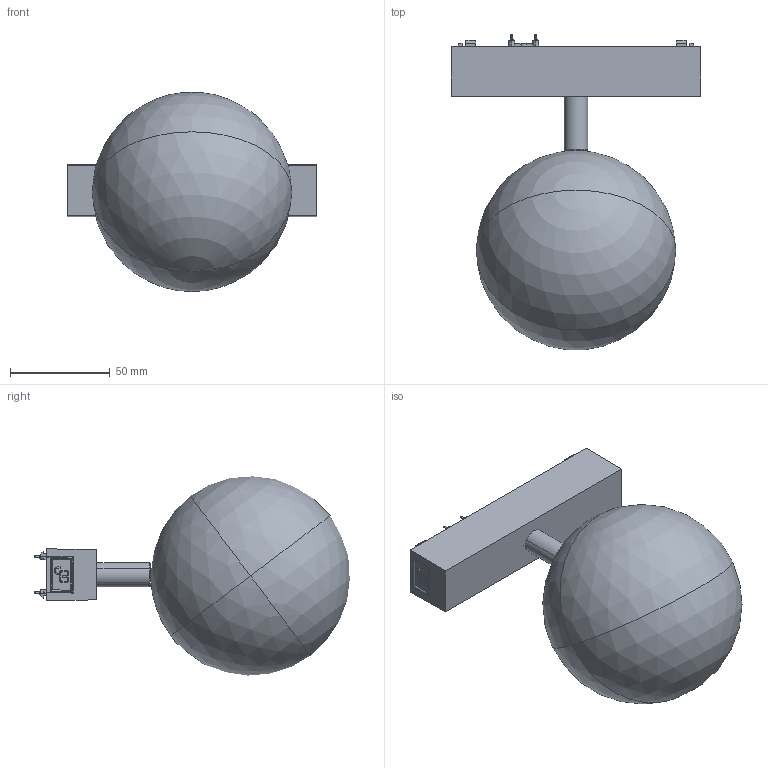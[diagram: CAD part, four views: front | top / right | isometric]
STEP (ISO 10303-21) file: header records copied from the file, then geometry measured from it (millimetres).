
FILE_DESCRIPTION (( 'STEP AP203' ), '1' );
FILE_NAME ('S-SU-26-10W-B1.STEP', '2023-05-10T09:10:44', ( 'ylmfeng' ), ( 'ylmfeng.com' ), 'SwSTEP 2.0', 'SolidWorks 2018', '' );
FILE_SCHEMA (( 'CONFIG_CONTROL_DESIGN' ));
Length unit declared in the file: millimetre
Products named in the file (24): 206-D1賑雄璃; 206-D1捚親薯欶; 206-D1腑极蚾饜极; 說倰揤盄標; et26-棠柲寢耋芛; 206-D1盓殤; M10X11.8埴芛祅晚挴奪; S-SU-26-10W-B1; 坋趼埴芛儂佪-M3X6; 206-D1臏え; 206-D1騷啞欶; 耳13.5X耳10X0.3 疏檢貌侗; 206-D1腑褲; S-SU-26-10W-B1-翋极; 腑极蚾饜极; 一字和弧形压线板装配体; 光源支架-（恒坤-D45-透镜+透镜支架++盖板支架-E 黑光）; 寡夔1201COB-X2215-13.2X13.2XT0.9-D5.5; 201-B1牷啊璃; 20X16X3.0mm棠沺; ET26-棠柲寢耋芛; 囀鞠褒埴芛儂佪-M3X6; 恒坤光源支架装配体; ㄗ18.4ㄘ耳16X耳10.2X1.1mm滅唅縐え
Assembly tree (29 placements, depth 6):
  S-SU-26-10W-B1
    ET26-棠柲寢耋芛
      et26-棠柲寢耋芛
      20X16X3.0mm棠沺
      M10X11.8埴芛祅晚挴奪
      ㄗ18.4ㄘ耳16X耳10.2X1.1mm滅唅縐え
      耳13.5X耳10X0.3 疏檢貌侗
    S-SU-26-10W-B1-翋极
      206-D1腑极蚾饜极
        206-D1腑褲
        206-D1賑雄璃
        206-D1盓殤
        腑极蚾饜极
          206-D1臏え
          恒坤光源支架装配体
            光源支架-（恒坤-D45-透镜+透镜支架++盖板支架-E 黑光）
            寡夔1201COB-X2215-13.2X13.2XT0.9-D5.5
          一字和弧形压线板装配体
            坋趼埴芛儂佪-M3X6  x2
            說倰揤盄標
          囀鞠褒埴芛儂佪-M3X6  x2
        囀鞠褒埴芛儂佪-M3X6  x2
        坋趼埴芛儂佪-M3X6  x2
      206-D1捚親薯欶
      206-D1騷啞欶
      201-B1牷啊璃
Bounding box: 125 x 158.03 x 99.83 mm (x, y, z)
Volume: 188969.8 mm3; surface area: 156139.9 mm2
Topology: 22 solids, 34 shells, 1805 faces, 4824 edges, 3161 vertices
Faces by surface type: plane 1032, cylinder 404, cone 158, bspline 155, torus 42, sphere 14
Entity records: 72190 total; most frequent: CARTESIAN_POINT 28148, ORIENTED_EDGE 9024, DIRECTION 7970, EDGE_CURVE 4518, VERTEX_POINT 2975, LINE 2800, VECTOR 2800, AXIS2_PLACEMENT_3D 2585
